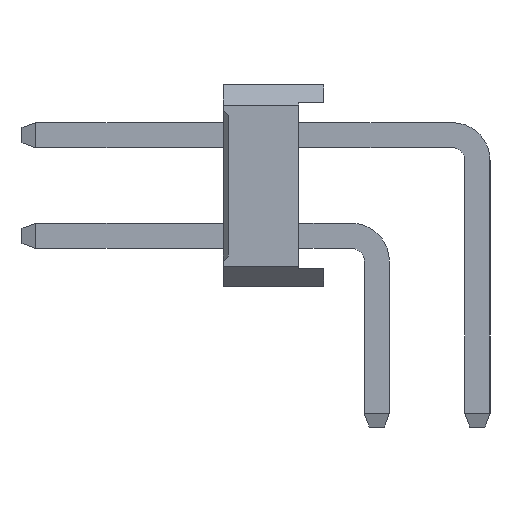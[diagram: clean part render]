
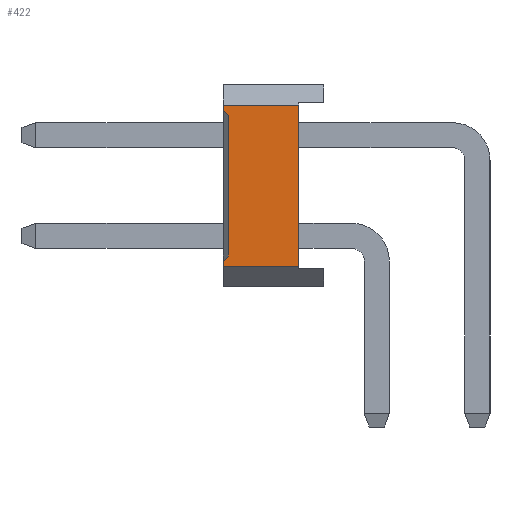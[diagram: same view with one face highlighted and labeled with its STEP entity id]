
A CAD part, left-side view. The second image highlights one B-rep face of the part: STEP entity #422.
In plain terms, the highlighted planar face has unit normal (-1, 0, 0).
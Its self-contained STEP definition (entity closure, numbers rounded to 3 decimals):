
#422=ADVANCED_FACE('',(#7256),#7258,.T.);
#7256=FACE_BOUND('',#7257,.T.);
#7257=EDGE_LOOP('',(#12797,#12798,#12799,#12800,#12801,#12802,#12803,#12804));
#7258=PLANE('',#7259);
#7259=AXIS2_PLACEMENT_3D('',#7260,#7261,#7262);
#7260=CARTESIAN_POINT('',(-1.,1.05,0.4));
#7261=DIRECTION('',(-1.,0.,0.));
#7262=DIRECTION('',(0.,0.,1.));
#12797=ORIENTED_EDGE('',*,*,#16465,.F.);
#12798=ORIENTED_EDGE('',*,*,#16466,.T.);
#12799=ORIENTED_EDGE('',*,*,#16467,.F.);
#12800=ORIENTED_EDGE('',*,*,#16131,.F.);
#12801=ORIENTED_EDGE('',*,*,#16463,.F.);
#12802=ORIENTED_EDGE('',*,*,#16468,.T.);
#12803=ORIENTED_EDGE('',*,*,#16469,.T.);
#12804=ORIENTED_EDGE('',*,*,#16135,.F.);
#16131=EDGE_CURVE('',#18046,#18048,#18049,.T.);
#16135=EDGE_CURVE('',#18054,#18056,#18057,.T.);
#16463=EDGE_CURVE('',#18670,#18046,#18672,.T.);
#16465=EDGE_CURVE('',#18674,#18054,#18675,.F.);
#16466=EDGE_CURVE('',#18674,#18676,#18677,.T.);
#16467=EDGE_CURVE('',#18048,#18676,#18678,.F.);
#16468=EDGE_CURVE('',#18670,#18679,#18680,.T.);
#16469=EDGE_CURVE('',#18679,#18056,#18681,.T.);
#18046=VERTEX_POINT('',#21182);
#18048=VERTEX_POINT('',#21186);
#18049=LINE('',#21187,#21188);
#18054=VERTEX_POINT('',#21198);
#18056=VERTEX_POINT('',#21202);
#18057=LINE('',#21203,#21204);
#18670=VERTEX_POINT('',#22470);
#18672=LINE('',#22474,#22475);
#18674=VERTEX_POINT('',#22480);
#18675=LINE('',#22481,#22482);
#18676=VERTEX_POINT('',#22484);
#18677=LINE('',#22485,#22486);
#18678=LINE('',#22488,#22489);
#18679=VERTEX_POINT('',#22491);
#18680=LINE('',#22492,#22493);
#18681=LINE('',#22495,#22496);
#21182=CARTESIAN_POINT('',(-1.,3.05,0.4));
#21186=CARTESIAN_POINT('',(-1.,3.05,0.5));
#21187=CARTESIAN_POINT('',(-1.,3.05,0.4));
#21188=VECTOR('',#21189,1.);
#21189=DIRECTION('',(0.,0.,1.));
#21198=CARTESIAN_POINT('',(-1.,3.05,3.5));
#21202=CARTESIAN_POINT('',(-1.,3.05,3.6));
#21203=CARTESIAN_POINT('',(-1.,3.05,3.5));
#21204=VECTOR('',#21205,1.);
#21205=DIRECTION('',(0.,0.,1.));
#22470=CARTESIAN_POINT('',(-1.,1.55,0.4));
#22474=CARTESIAN_POINT('',(-1.,1.55,0.4));
#22475=VECTOR('',#22476,1.);
#22476=DIRECTION('',(0.,1.,0.));
#22480=CARTESIAN_POINT('',(-1.,2.95,3.4));
#22481=CARTESIAN_POINT('',(-1.,3.05,3.5));
#22482=VECTOR('',#22483,1.);
#22483=DIRECTION('',(0.,-0.707,-0.707));
#22484=CARTESIAN_POINT('',(-1.,2.95,0.6));
#22485=CARTESIAN_POINT('',(-1.,2.95,3.4));
#22486=VECTOR('',#22487,1.);
#22487=DIRECTION('',(0.,0.,-1.));
#22488=CARTESIAN_POINT('',(-1.,2.95,0.6));
#22489=VECTOR('',#22490,1.);
#22490=DIRECTION('',(0.,0.707,-0.707));
#22491=CARTESIAN_POINT('',(-1.,1.55,3.6));
#22492=CARTESIAN_POINT('',(-1.,1.55,0.4));
#22493=VECTOR('',#22494,1.);
#22494=DIRECTION('',(0.,0.,1.));
#22495=CARTESIAN_POINT('',(-1.,1.55,3.6));
#22496=VECTOR('',#22497,1.);
#22497=DIRECTION('',(0.,1.,0.));
